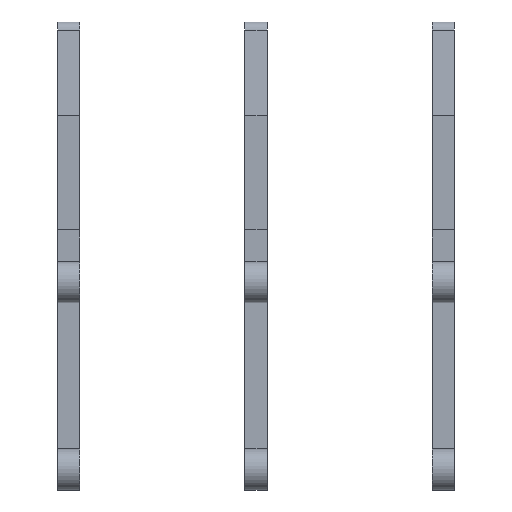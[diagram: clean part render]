
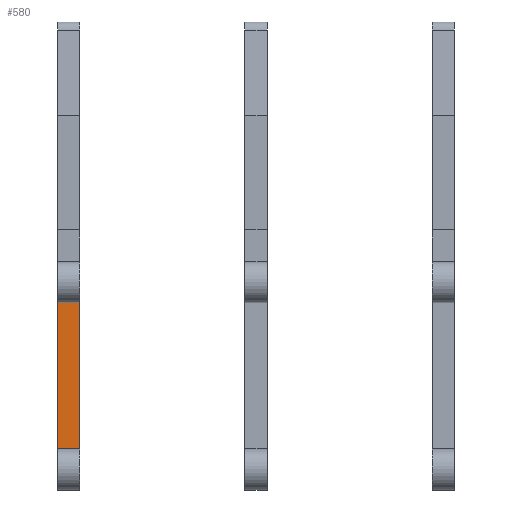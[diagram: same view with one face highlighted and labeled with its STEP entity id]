
A CAD part, front view. The second image highlights one B-rep face of the part: STEP entity #580.
In plain terms, the highlighted planar face has unit normal (0, -1, 0).
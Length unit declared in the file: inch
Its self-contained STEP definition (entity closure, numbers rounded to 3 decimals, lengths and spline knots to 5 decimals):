
#2 = EDGE_LOOP ( 'NONE', ( #539, #457, #68, #779 ) ) ;
#34 = DIRECTION ( 'NONE',  ( -1., 0., 0. ) ) ;
#62 = LINE ( 'NONE', #710, #244 ) ;
#68 = ORIENTED_EDGE ( 'NONE', *, *, #888, .F. ) ;
#98 = FACE_OUTER_BOUND ( 'NONE', #2, .T. ) ;
#141 = CARTESIAN_POINT ( 'NONE',  ( 0.0118, -0.083, -0.261 ) ) ;
#156 = VERTEX_POINT ( 'NONE', #279 ) ;
#168 = VECTOR ( 'NONE', #1083, 39.37008 ) ;
#173 = CARTESIAN_POINT ( 'NONE',  ( 0.0118, -0.083, -0.105 ) ) ;
#231 = EDGE_CURVE ( 'NONE', #1062, #252, #625, .T. ) ;
#244 = VECTOR ( 'NONE', #334, 39.37008 ) ;
#252 = VERTEX_POINT ( 'NONE', #469 ) ;
#273 = DIRECTION ( 'NONE',  ( 0., 1., 0. ) ) ;
#279 = CARTESIAN_POINT ( 'NONE',  ( 0.0118, -0.083, -0.261 ) ) ;
#287 = CARTESIAN_POINT ( 'NONE',  ( 0.0118, -0.083, -0.261 ) ) ;
#294 = EDGE_CURVE ( 'NONE', #156, #504, #936, .T. ) ;
#301 = PLANE ( 'NONE',  #512 ) ;
#328 = VECTOR ( 'NONE', #657, 39.37008 ) ;
#334 = DIRECTION ( 'NONE',  ( 0., 0., -1. ) ) ;
#457 = ORIENTED_EDGE ( 'NONE', *, *, #294, .F. ) ;
#469 = CARTESIAN_POINT ( 'NONE',  ( -0.0118, -0.083, -0.105 ) ) ;
#504 = VERTEX_POINT ( 'NONE', #555 ) ;
#512 = AXIS2_PLACEMENT_3D ( 'NONE', #287, #273, #646 ) ;
#539 = ORIENTED_EDGE ( 'NONE', *, *, #656, .T. ) ;
#555 = CARTESIAN_POINT ( 'NONE',  ( -0.0118, -0.083, -0.261 ) ) ;
#580 = ADVANCED_FACE ( 'NONE', ( #98 ), #301, .F. ) ;
#625 = LINE ( 'NONE', #173, #168 ) ;
#646 = DIRECTION ( 'NONE',  ( 0., 0., 1. ) ) ;
#656 = EDGE_CURVE ( 'NONE', #252, #504, #1023, .T. ) ;
#657 = DIRECTION ( 'NONE',  ( 0., 0., -1. ) ) ;
#710 = CARTESIAN_POINT ( 'NONE',  ( 0.0118, -0.083, -0.261 ) ) ;
#779 = ORIENTED_EDGE ( 'NONE', *, *, #231, .T. ) ;
#819 = VECTOR ( 'NONE', #34, 39.37008 ) ;
#888 = EDGE_CURVE ( 'NONE', #1062, #156, #62, .T. ) ;
#936 = LINE ( 'NONE', #141, #819 ) ;
#942 = CARTESIAN_POINT ( 'NONE',  ( -0.0118, -0.083, -0.261 ) ) ;
#984 = CARTESIAN_POINT ( 'NONE',  ( 0.0118, -0.083, -0.105 ) ) ;
#1023 = LINE ( 'NONE', #942, #328 ) ;
#1062 = VERTEX_POINT ( 'NONE', #984 ) ;
#1083 = DIRECTION ( 'NONE',  ( -1., 0., 0. ) ) ;
